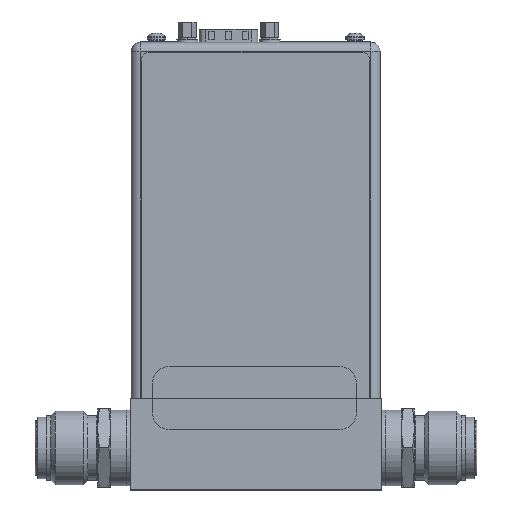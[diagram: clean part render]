
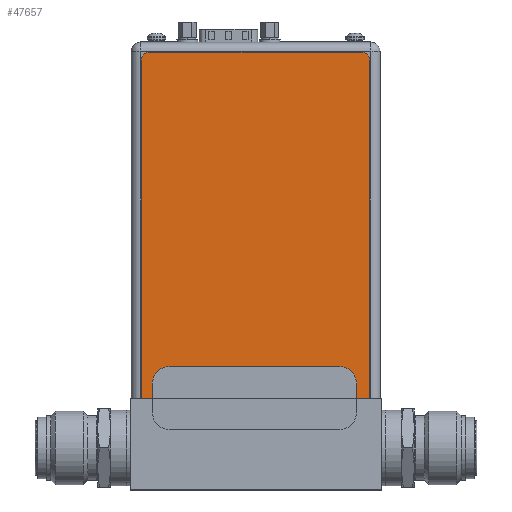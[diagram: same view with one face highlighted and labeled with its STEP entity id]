
A CAD part, top view. The second image highlights one B-rep face of the part: STEP entity #47657.
In plain terms, the highlighted planar face has unit normal (0, 0, 1).
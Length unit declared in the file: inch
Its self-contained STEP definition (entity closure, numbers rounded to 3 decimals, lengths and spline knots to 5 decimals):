
#47490=CARTESIAN_POINT('',(2.63,4.04,0.004));
#47491=DIRECTION('',(0.,0.,1.));
#47492=DIRECTION('',(1.,0.,0.));
#47493=AXIS2_PLACEMENT_3D('',#47490,#47491,#47492);
#47495=DIRECTION('',(0.,1.,0.));
#47496=VECTOR('',#47495,4.04);
#47497=CARTESIAN_POINT('',(2.73,0.,0.004));
#47498=LINE('',#47497,#47496);
#47499=DIRECTION('',(1.,0.,0.));
#47500=VECTOR('',#47499,2.73);
#47501=CARTESIAN_POINT('',(0.,0.,0.004));
#47502=LINE('',#47501,#47500);
#47503=DIRECTION('',(0.,-1.,0.));
#47504=VECTOR('',#47503,4.04);
#47505=CARTESIAN_POINT('',(0.,4.04,0.004));
#47506=LINE('',#47505,#47504);
#47507=CARTESIAN_POINT('',(0.1,4.04,0.004));
#47508=DIRECTION('',(0.,0.,1.));
#47509=DIRECTION('',(0.,1.,0.));
#47510=AXIS2_PLACEMENT_3D('',#47507,#47508,#47509);
#47512=DIRECTION('',(-1.,0.,0.));
#47513=VECTOR('',#47512,2.53);
#47514=CARTESIAN_POINT('',(2.63,4.14,0.004));
#47515=LINE('',#47514,#47513);
#47520=CARTESIAN_POINT('',(0.,0.,0.004));
#47521=CARTESIAN_POINT('',(2.73,0.,0.004));
#47522=VERTEX_POINT('',#47520);
#47523=VERTEX_POINT('',#47521);
#47528=CARTESIAN_POINT('',(2.73,4.04,0.004));
#47529=VERTEX_POINT('',#47528);
#47530=CARTESIAN_POINT('',(2.63,4.14,0.004));
#47531=VERTEX_POINT('',#47530);
#47536=CARTESIAN_POINT('',(0.1,4.14,0.004));
#47537=VERTEX_POINT('',#47536);
#47538=CARTESIAN_POINT('',(0.,4.04,0.004));
#47539=VERTEX_POINT('',#47538);
#47644=CARTESIAN_POINT('',(0.,0.,0.004));
#47645=DIRECTION('',(0.,0.,1.));
#47646=DIRECTION('',(1.,0.,0.));
#47647=AXIS2_PLACEMENT_3D('',#47644,#47645,#47646);
#47648=PLANE('',#47647);
#47649=ORIENTED_EDGE('',*,*,#47568,.F.);
#47650=ORIENTED_EDGE('',*,*,#47584,.F.);
#47651=ORIENTED_EDGE('',*,*,#47597,.F.);
#47652=ORIENTED_EDGE('',*,*,#47610,.F.);
#47653=ORIENTED_EDGE('',*,*,#47625,.F.);
#47654=ORIENTED_EDGE('',*,*,#47637,.F.);
#47655=EDGE_LOOP('',(#47649,#47650,#47651,#47652,#47653,#47654));
#47656=FACE_OUTER_BOUND('',#47655,.F.);
#47657=ADVANCED_FACE('',(#47656),#47648,.T.);
#47494=CIRCLE('',#47493,0.1);
#47511=CIRCLE('',#47510,0.1);
#47568=EDGE_CURVE('',#47529,#47531,#47494,.T.);
#47584=EDGE_CURVE('',#47523,#47529,#47498,.T.);
#47597=EDGE_CURVE('',#47522,#47523,#47502,.T.);
#47610=EDGE_CURVE('',#47539,#47522,#47506,.T.);
#47625=EDGE_CURVE('',#47537,#47539,#47511,.T.);
#47637=EDGE_CURVE('',#47531,#47537,#47515,.T.);
